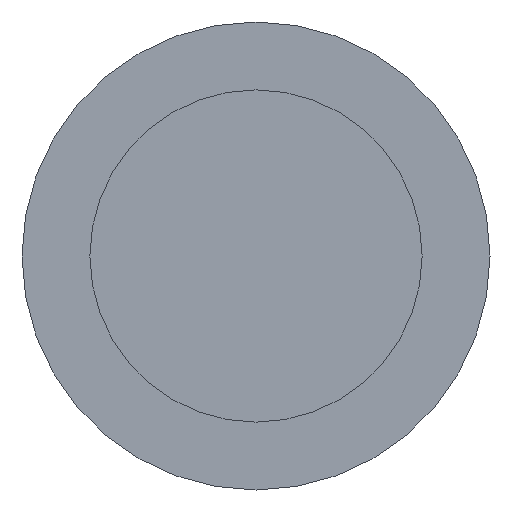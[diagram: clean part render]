
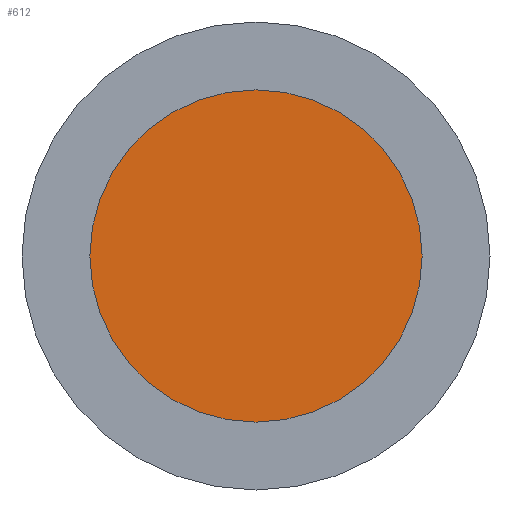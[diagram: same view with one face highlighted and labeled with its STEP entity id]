
A CAD part, front view. The second image highlights one B-rep face of the part: STEP entity #612.
In plain terms, the highlighted planar face has unit normal (0, -1, 0).
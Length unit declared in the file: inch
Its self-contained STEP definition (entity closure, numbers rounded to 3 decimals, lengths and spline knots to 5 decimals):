
#253 = CARTESIAN_POINT ( 'NONE',  ( 0., 0., 0. ) ) ;
#273 = CARTESIAN_POINT ( 'NONE',  ( 0., 0., 0.02555 ) ) ;
#304 = CIRCLE ( 'NONE', #1047, 0.02555 ) ;
#451 = ORIENTED_EDGE ( 'NONE', *, *, #1764, .T. ) ;
#466 = CARTESIAN_POINT ( 'NONE',  ( 0., 0., 0. ) ) ;
#513 = CARTESIAN_POINT ( 'NONE',  ( 0., 0., 0. ) ) ;
#523 = DIRECTION ( 'NONE',  ( 0., -1., 0. ) ) ;
#562 = VERTEX_POINT ( 'NONE', #2481 ) ;
#612 = ADVANCED_FACE ( 'NONE', ( #2535 ), #1260, .F. ) ;
#844 = DIRECTION ( 'NONE',  ( 0., 0., 1. ) ) ;
#977 = VERTEX_POINT ( 'NONE', #273 ) ;
#1047 = AXIS2_PLACEMENT_3D ( 'NONE', #253, #1459, #1277 ) ;
#1260 = PLANE ( 'NONE',  #2482 ) ;
#1277 = DIRECTION ( 'NONE',  ( 0., 0., -1. ) ) ;
#1458 = EDGE_CURVE ( 'NONE', #977, #562, #304, .T. ) ;
#1459 = DIRECTION ( 'NONE',  ( 0., -1., 0. ) ) ;
#1764 = EDGE_CURVE ( 'NONE', #562, #977, #2544, .T. ) ;
#2060 = DIRECTION ( 'NONE',  ( 0., 1., 0. ) ) ;
#2102 = EDGE_LOOP ( 'NONE', ( #451, #2199 ) ) ;
#2130 = DIRECTION ( 'NONE',  ( 0., 0., -1. ) ) ;
#2199 = ORIENTED_EDGE ( 'NONE', *, *, #1458, .T. ) ;
#2481 = CARTESIAN_POINT ( 'NONE',  ( 0., 0., -0.02555 ) ) ;
#2482 = AXIS2_PLACEMENT_3D ( 'NONE', #466, #2060, #844 ) ;
#2535 = FACE_OUTER_BOUND ( 'NONE', #2102, .T. ) ;
#2544 = CIRCLE ( 'NONE', #2545, 0.02555 ) ;
#2545 = AXIS2_PLACEMENT_3D ( 'NONE', #513, #523, #2130 ) ;
